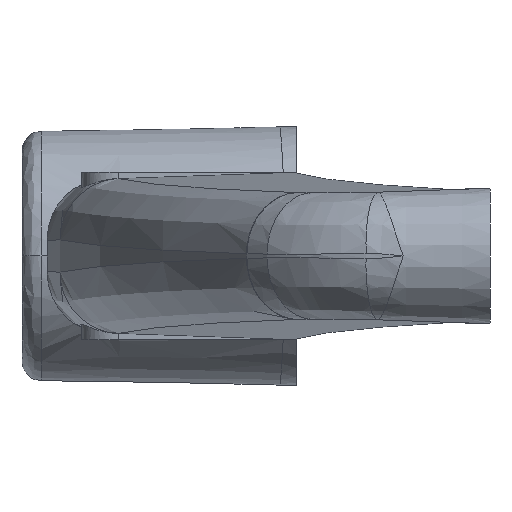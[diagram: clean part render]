
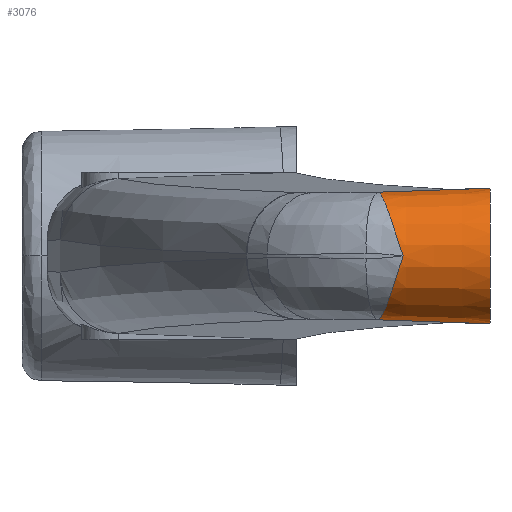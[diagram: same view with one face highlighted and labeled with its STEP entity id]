
A CAD part, left-side view. The second image highlights one B-rep face of the part: STEP entity #3076.
In plain terms, the highlighted conical face has half-angle 2 degrees and reference radius 21.21 mm.
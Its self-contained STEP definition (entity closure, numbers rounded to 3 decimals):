
#109 = VERTEX_POINT ( 'NONE', #5338 ) ;
#296 = CARTESIAN_POINT ( 'NONE',  ( -232.238, 88.495, -19.142 ) ) ;
#306 = CARTESIAN_POINT ( 'NONE',  ( -244.545, 84.326, 8.55 ) ) ;
#789 = CARTESIAN_POINT ( 'NONE',  ( -233.469, 88.226, -18.722 ) ) ;
#919 = CARTESIAN_POINT ( 'NONE',  ( -228.418, 89.247, 19.915 ) ) ;
#1086 = CARTESIAN_POINT ( 'NONE',  ( -227.081, 112.543, -19.159 ) ) ;
#1104 = DIRECTION ( 'NONE',  ( 0., 0., -1. ) ) ;
#1108 = CARTESIAN_POINT ( 'NONE',  ( -226.24, 54.35, 0. ) ) ;
#1167 = CARTESIAN_POINT ( 'NONE',  ( -228.418, 89.247, -19.915 ) ) ;
#1220 = CARTESIAN_POINT ( 'NONE',  ( -244.545, 84.326, -8.55 ) ) ;
#1587 = DIRECTION ( 'NONE',  ( 0., -1., 0. ) ) ;
#1648 = CARTESIAN_POINT ( 'NONE',  ( -227.116, 89.474, -19.964 ) ) ;
#1668 = EDGE_CURVE ( 'NONE', #109, #2067, #1959, .T. ) ;
#1771 = CARTESIAN_POINT ( 'NONE',  ( -245.971, 83.189, 5.027 ) ) ;
#1959 = LINE ( 'NONE', #1086, #2403 ) ;
#2067 = VERTEX_POINT ( 'NONE', #4107 ) ;
#2103 = B_SPLINE_CURVE_WITH_KNOTS ( 'NONE', 3,
 ( #1648, #1167, #3125, #296, #789, #4028, #5000, #5825, #3055, #5425, #4055, #2130, #1220, #4443, #4471, #4499 ),
 .UNSPECIFIED., .F., .F.,
 ( 4, 2, 2, 2, 2, 2, 2, 4 ),
 ( 0., 0.125, 0.25, 0.375, 0.5, 0.625, 0.75, 1. ),
 .UNSPECIFIED. ) ;
#2130 = CARTESIAN_POINT ( 'NONE',  ( -243.958, 84.695, -9.682 ) ) ;
#2160 = EDGE_LOOP ( 'NONE', ( #3203, #3628, #4617, #4863, #3435 ) ) ;
#2403 = VECTOR ( 'NONE', #5317, 1000. ) ;
#2706 = CARTESIAN_POINT ( 'NONE',  ( -233.469, 88.226, 18.722 ) ) ;
#2744 = DIRECTION ( 'NONE',  ( -0.002, -0.999, 0.035 ) ) ;
#3055 = CARTESIAN_POINT ( 'NONE',  ( -240.016, 86.425, -14.679 ) ) ;
#3076 = ADVANCED_FACE ( 'NONE', ( #5767 ), #3132, .T. ) ;
#3084 = DIRECTION ( 'NONE',  ( 0., -1., 0. ) ) ;
#3125 = CARTESIAN_POINT ( 'NONE',  ( -229.712, 89.005, -19.739 ) ) ;
#3132 = CONICAL_SURFACE ( 'NONE', #4706, 21.21, 0.035 ) ;
#3203 = ORIENTED_EDGE ( 'NONE', *, *, #1668, .F. ) ;
#3279 = CARTESIAN_POINT ( 'NONE',  ( -227.17, 54.35, 21.19 ) ) ;
#3363 = CARTESIAN_POINT ( 'NONE',  ( -246.5, 81.561, 0. ) ) ;
#3435 = ORIENTED_EDGE ( 'NONE', *, *, #5423, .F. ) ;
#3466 = DIRECTION ( 'NONE',  ( 0., 0., -1. ) ) ;
#3617 = CARTESIAN_POINT ( 'NONE',  ( -242.577, 85.41, 11.822 ) ) ;
#3628 = ORIENTED_EDGE ( 'NONE', *, *, #4677, .F. ) ;
#3694 = CARTESIAN_POINT ( 'NONE',  ( -232.238, 88.495, 19.142 ) ) ;
#3790 = CARTESIAN_POINT ( 'NONE',  ( -227.116, 89.474, 19.964 ) ) ;
#4028 = CARTESIAN_POINT ( 'NONE',  ( -235.822, 87.661, -17.656 ) ) ;
#4055 = CARTESIAN_POINT ( 'NONE',  ( -242.577, 85.41, -11.822 ) ) ;
#4074 = AXIS2_PLACEMENT_3D ( 'NONE', #1108, #3084, #3466 ) ;
#4075 = EDGE_CURVE ( 'NONE', #4596, #4728, #6014, .T. ) ;
#4107 = CARTESIAN_POINT ( 'NONE',  ( -227.116, 89.474, -19.964 ) ) ;
#4127 = CARTESIAN_POINT ( 'NONE',  ( -227.116, 89.474, 19.964 ) ) ;
#4188 = CARTESIAN_POINT ( 'NONE',  ( -239.042, 86.747, 15.522 ) ) ;
#4436 = EDGE_CURVE ( 'NONE', #4586, #4596, #5069, .T. ) ;
#4443 = CARTESIAN_POINT ( 'NONE',  ( -245.971, 83.189, -5.027 ) ) ;
#4471 = CARTESIAN_POINT ( 'NONE',  ( -246.471, 82.39, -2.511 ) ) ;
#4499 = CARTESIAN_POINT ( 'NONE',  ( -246.5, 81.561, 0. ) ) ;
#4532 = CARTESIAN_POINT ( 'NONE',  ( -246.471, 82.39, 2.511 ) ) ;
#4586 = VERTEX_POINT ( 'NONE', #3363 ) ;
#4596 = VERTEX_POINT ( 'NONE', #3790 ) ;
#4613 = CARTESIAN_POINT ( 'NONE',  ( -240.016, 86.425, 14.679 ) ) ;
#4617 = ORIENTED_EDGE ( 'NONE', *, *, #4075, .F. ) ;
#4677 = EDGE_CURVE ( 'NONE', #4728, #109, #4772, .T. ) ;
#4706 = AXIS2_PLACEMENT_3D ( 'NONE', #5737, #1587, #1104 ) ;
#4728 = VERTEX_POINT ( 'NONE', #3279 ) ;
#4772 = CIRCLE ( 'NONE', #4074, 21.21 ) ;
#4863 = ORIENTED_EDGE ( 'NONE', *, *, #4436, .F. ) ;
#4914 = VECTOR ( 'NONE', #2744, 1000. ) ;
#5000 = CARTESIAN_POINT ( 'NONE',  ( -236.945, 87.365, -17.01 ) ) ;
#5016 = CARTESIAN_POINT ( 'NONE',  ( -246.5, 81.561, 0. ) ) ;
#5039 = CARTESIAN_POINT ( 'NONE',  ( -229.712, 89.005, 19.739 ) ) ;
#5069 = B_SPLINE_CURVE_WITH_KNOTS ( 'NONE', 3,
 ( #5016, #4532, #1771, #306, #6006, #3617, #5495, #4613, #4188, #5946, #5128, #2706, #3694, #5039, #919, #4127 ),
 .UNSPECIFIED., .F., .F.,
 ( 4, 2, 2, 2, 2, 2, 2, 4 ),
 ( 0., 0.25, 0.375, 0.5, 0.625, 0.75, 0.875, 1. ),
 .UNSPECIFIED. ) ;
#5128 = CARTESIAN_POINT ( 'NONE',  ( -235.822, 87.661, 17.656 ) ) ;
#5317 = DIRECTION ( 'NONE',  ( 0.002, 0.999, 0.035 ) ) ;
#5338 = CARTESIAN_POINT ( 'NONE',  ( -227.17, 54.35, -21.19 ) ) ;
#5423 = EDGE_CURVE ( 'NONE', #2067, #4586, #2103, .T. ) ;
#5425 = CARTESIAN_POINT ( 'NONE',  ( -241.784, 85.757, -12.829 ) ) ;
#5495 = CARTESIAN_POINT ( 'NONE',  ( -241.784, 85.757, 12.829 ) ) ;
#5614 = CARTESIAN_POINT ( 'NONE',  ( -227.081, 112.543, 19.159 ) ) ;
#5737 = CARTESIAN_POINT ( 'NONE',  ( -226.24, 54.35, 0. ) ) ;
#5767 = FACE_OUTER_BOUND ( 'NONE', #2160, .T. ) ;
#5825 = CARTESIAN_POINT ( 'NONE',  ( -239.042, 86.747, -15.522 ) ) ;
#5946 = CARTESIAN_POINT ( 'NONE',  ( -236.945, 87.365, 17.01 ) ) ;
#6006 = CARTESIAN_POINT ( 'NONE',  ( -243.958, 84.695, 9.682 ) ) ;
#6014 = LINE ( 'NONE', #5614, #4914 ) ;
